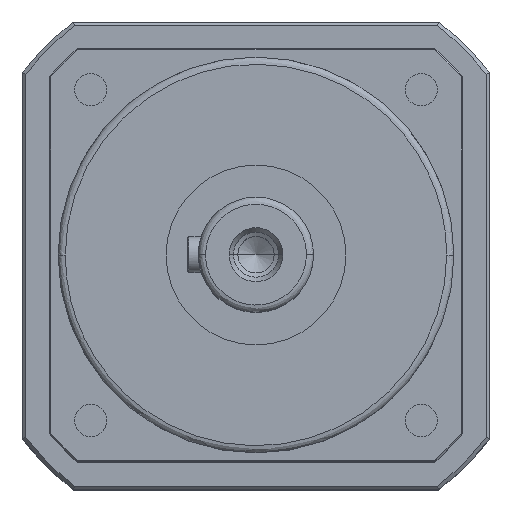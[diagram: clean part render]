
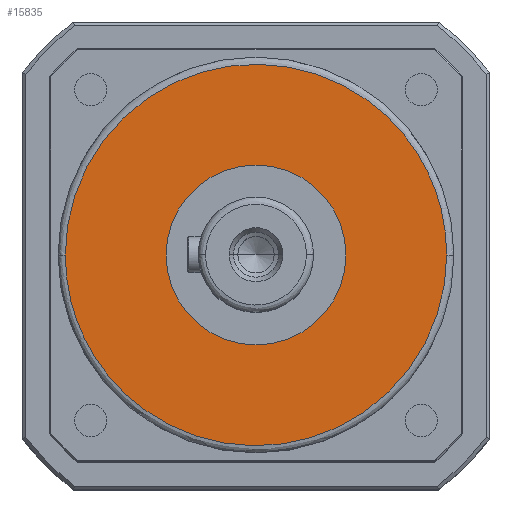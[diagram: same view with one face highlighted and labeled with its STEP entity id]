
A CAD part, top view. The second image highlights one B-rep face of the part: STEP entity #15835.
In plain terms, the highlighted planar face has unit normal (0, 0, 1).
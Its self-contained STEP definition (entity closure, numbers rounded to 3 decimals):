
#77 = VERTEX_POINT ( 'NONE', #4111 ) ;
#541 = EDGE_CURVE ( 'NONE', #10645, #6862, #7673, .T. ) ;
#757 = DIRECTION ( 'NONE',  ( -1., 0., 0. ) ) ;
#786 = DIRECTION ( 'NONE',  ( 0., 0., -1. ) ) ;
#790 = CARTESIAN_POINT ( 'NONE',  ( 0., 0., 160. ) ) ;
#1062 = CARTESIAN_POINT ( 'NONE',  ( 0., 0., 160. ) ) ;
#1178 = CARTESIAN_POINT ( 'NONE',  ( 53., 106., 160. ) ) ;
#1730 = CARTESIAN_POINT ( 'NONE',  ( -53., 0., 160. ) ) ;
#1788 = CARTESIAN_POINT ( 'NONE',  ( -53., -106., 160. ) ) ;
#1861 = CARTESIAN_POINT ( 'NONE',  ( 53., 0., 160. ) ) ;
#1913 = CARTESIAN_POINT ( 'NONE',  ( 53., -106., 160. ) ) ;
#2486 = DIRECTION ( 'NONE',  ( -1., 0., 0. ) ) ;
#3413 = CARTESIAN_POINT ( 'NONE',  ( 0., 0., 160. ) ) ;
#3848 = ORIENTED_EDGE ( 'NONE', *, *, #7326, .F. ) ;
#4111 = CARTESIAN_POINT ( 'NONE',  ( -53., 0., 160. ) ) ;
#4809 = DIRECTION ( 'NONE',  ( 1., 0., 0. ) ) ;
#4817 = ORIENTED_EDGE ( 'NONE', *, *, #541, .T. ) ;
#5284 = CARTESIAN_POINT ( 'NONE',  ( -53., 0., 160. ) ) ;
#5439 =( BOUNDED_CURVE ( )  B_SPLINE_CURVE ( 3, ( #5284, #6660, #1178, #10978 ),
 .UNSPECIFIED., .F., .T. ) 
 B_SPLINE_CURVE_WITH_KNOTS ( ( 4, 4 ),
 ( 0.5, 1. ),
 .UNSPECIFIED. ) 
 CURVE ( )  GEOMETRIC_REPRESENTATION_ITEM ( )  RATIONAL_B_SPLINE_CURVE ( ( 1., 0.333, 0.333, 1. ) ) 
 REPRESENTATION_ITEM ( '' )  );
#5490 =( BOUNDED_CURVE ( )  B_SPLINE_CURVE ( 3, ( #1861, #1913, #1788, #1730 ),
 .UNSPECIFIED., .F., .F. ) 
 B_SPLINE_CURVE_WITH_KNOTS ( ( 4, 4 ),
 ( 0., 0.5 ),
 .UNSPECIFIED. ) 
 CURVE ( )  GEOMETRIC_REPRESENTATION_ITEM ( )  RATIONAL_B_SPLINE_CURVE ( ( 1., 0.333, 0.333, 1. ) ) 
 REPRESENTATION_ITEM ( '' )  );
#6275 = CARTESIAN_POINT ( 'NONE',  ( 25., 0., 160. ) ) ;
#6620 = AXIS2_PLACEMENT_3D ( 'NONE', #3413, #13094, #4809 ) ;
#6660 = CARTESIAN_POINT ( 'NONE',  ( -53., 106., 160. ) ) ;
#6862 = VERTEX_POINT ( 'NONE', #6275 ) ;
#7326 = EDGE_CURVE ( 'NONE', #16760, #77, #5490, .T. ) ;
#7673 = CIRCLE ( 'NONE', #11688, 25. ) ;
#8137 = EDGE_LOOP ( 'NONE', ( #4817, #8175 ) ) ;
#8175 = ORIENTED_EDGE ( 'NONE', *, *, #9897, .T. ) ;
#9024 = FACE_OUTER_BOUND ( 'NONE', #9958, .T. ) ;
#9831 = ORIENTED_EDGE ( 'NONE', *, *, #12657, .F. ) ;
#9897 = EDGE_CURVE ( 'NONE', #6862, #10645, #13071, .T. ) ;
#9958 = EDGE_LOOP ( 'NONE', ( #9831, #3848 ) ) ;
#10645 = VERTEX_POINT ( 'NONE', #14868 ) ;
#10853 = DIRECTION ( 'NONE',  ( 0., 0., -1. ) ) ;
#10978 = CARTESIAN_POINT ( 'NONE',  ( 53., 0., 160. ) ) ;
#11639 = AXIS2_PLACEMENT_3D ( 'NONE', #1062, #10853, #2486 ) ;
#11688 = AXIS2_PLACEMENT_3D ( 'NONE', #790, #786, #757 ) ;
#12657 = EDGE_CURVE ( 'NONE', #77, #16760, #5439, .T. ) ;
#13042 = PLANE ( 'NONE',  #6620 ) ;
#13071 = CIRCLE ( 'NONE', #11639, 25. ) ;
#13094 = DIRECTION ( 'NONE',  ( 0., 0., 1. ) ) ;
#13100 = FACE_BOUND ( 'NONE', #8137, .T. ) ;
#14868 = CARTESIAN_POINT ( 'NONE',  ( -25., 0., 160. ) ) ;
#15835 = ADVANCED_FACE ( 'NONE', ( #9024, #13100 ), #13042, .T. ) ;
#16760 = VERTEX_POINT ( 'NONE', #17698 ) ;
#17698 = CARTESIAN_POINT ( 'NONE',  ( 53., 0., 160. ) ) ;
